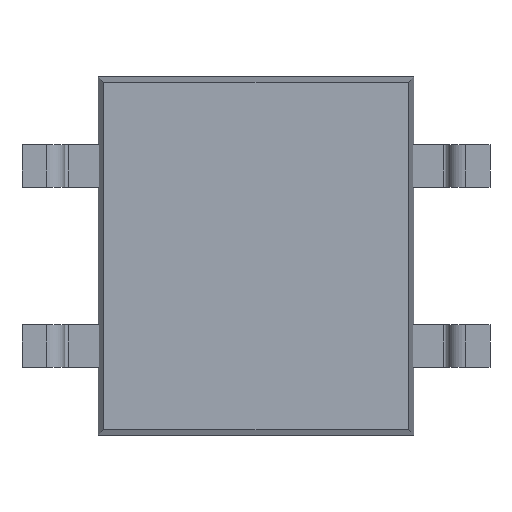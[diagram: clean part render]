
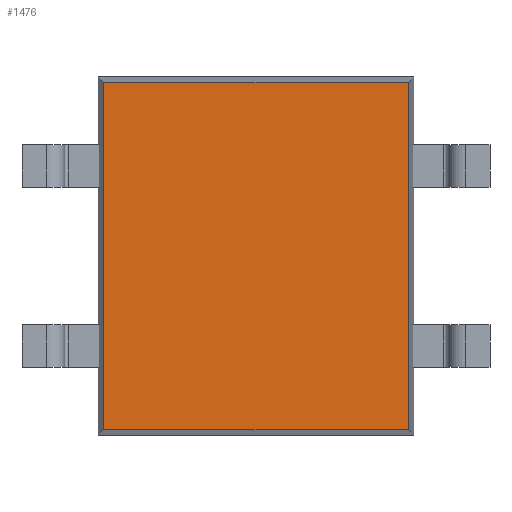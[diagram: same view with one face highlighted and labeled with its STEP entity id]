
A CAD part, front view. The second image highlights one B-rep face of the part: STEP entity #1476.
In plain terms, the highlighted planar face has unit normal (0, -1, 0).
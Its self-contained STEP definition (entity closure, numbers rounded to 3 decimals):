
#32 = CARTESIAN_POINT ( 'NONE',  ( -2.148, 0.15, 2.448 ) ) ;
#75 = FACE_OUTER_BOUND ( 'NONE', #2012, .T. ) ;
#104 = LINE ( 'NONE', #583, #2294 ) ;
#110 = LINE ( 'NONE', #2127, #1947 ) ;
#317 = DIRECTION ( 'NONE',  ( 0., 0., -1. ) ) ;
#324 = EDGE_CURVE ( 'NONE', #1991, #489, #110, .T. ) ;
#489 = VERTEX_POINT ( 'NONE', #603 ) ;
#538 = CARTESIAN_POINT ( 'NONE',  ( 2.148, 0.15, 2.448 ) ) ;
#548 = VERTEX_POINT ( 'NONE', #934 ) ;
#583 = CARTESIAN_POINT ( 'NONE',  ( -2.225, 0.15, 2.448 ) ) ;
#603 = CARTESIAN_POINT ( 'NONE',  ( 2.148, 0.15, -2.448 ) ) ;
#606 = EDGE_CURVE ( 'NONE', #548, #2104, #1377, .T. ) ;
#663 = DIRECTION ( 'NONE',  ( 0., -1., 0. ) ) ;
#897 = VECTOR ( 'NONE', #2068, 1000. ) ;
#919 = AXIS2_PLACEMENT_3D ( 'NONE', #1731, #663, #1922 ) ;
#934 = CARTESIAN_POINT ( 'NONE',  ( -2.148, 0.15, -2.448 ) ) ;
#1052 = VECTOR ( 'NONE', #1319, 1000. ) ;
#1115 = CARTESIAN_POINT ( 'NONE',  ( -2.225, 0.15, -2.448 ) ) ;
#1187 = EDGE_CURVE ( 'NONE', #2104, #1991, #104, .T. ) ;
#1319 = DIRECTION ( 'NONE',  ( -1., 0., 0. ) ) ;
#1377 = LINE ( 'NONE', #2013, #897 ) ;
#1476 = ADVANCED_FACE ( 'NONE', ( #75 ), #2123, .T. ) ;
#1689 = DIRECTION ( 'NONE',  ( 1., 0., 0. ) ) ;
#1731 = CARTESIAN_POINT ( 'NONE',  ( 0., 0.15, 0. ) ) ;
#1848 = ORIENTED_EDGE ( 'NONE', *, *, #324, .F. ) ;
#1922 = DIRECTION ( 'NONE',  ( 0., 0., -1. ) ) ;
#1947 = VECTOR ( 'NONE', #317, 1000. ) ;
#1962 = EDGE_CURVE ( 'NONE', #489, #548, #1998, .T. ) ;
#1966 = ORIENTED_EDGE ( 'NONE', *, *, #606, .F. ) ;
#1991 = VERTEX_POINT ( 'NONE', #538 ) ;
#1998 = LINE ( 'NONE', #1115, #1052 ) ;
#2012 = EDGE_LOOP ( 'NONE', ( #1848, #2131, #1966, #2047 ) ) ;
#2013 = CARTESIAN_POINT ( 'NONE',  ( -2.148, 0.15, 2.525 ) ) ;
#2047 = ORIENTED_EDGE ( 'NONE', *, *, #1962, .F. ) ;
#2068 = DIRECTION ( 'NONE',  ( 0., 0., 1. ) ) ;
#2104 = VERTEX_POINT ( 'NONE', #32 ) ;
#2123 = PLANE ( 'NONE',  #919 ) ;
#2127 = CARTESIAN_POINT ( 'NONE',  ( 2.148, 0.15, 2.525 ) ) ;
#2131 = ORIENTED_EDGE ( 'NONE', *, *, #1187, .F. ) ;
#2294 = VECTOR ( 'NONE', #1689, 1000. ) ;
